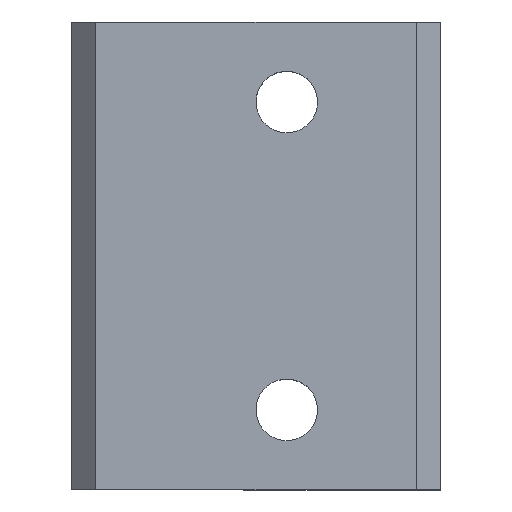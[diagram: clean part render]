
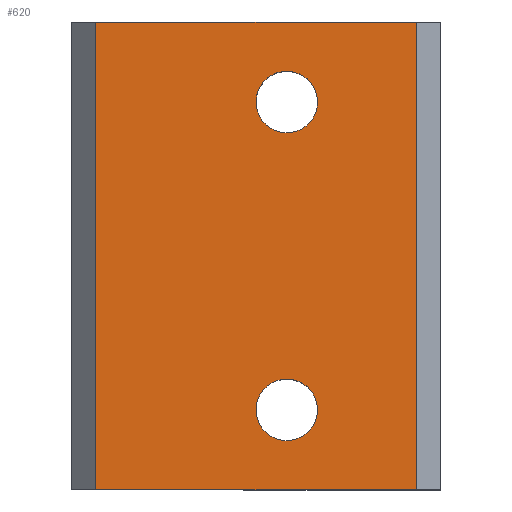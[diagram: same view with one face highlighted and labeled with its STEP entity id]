
A CAD part, top view. The second image highlights one B-rep face of the part: STEP entity #620.
In plain terms, the highlighted planar face has unit normal (0, 0, 1).
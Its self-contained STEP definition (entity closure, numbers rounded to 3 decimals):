
#61=CARTESIAN_POINT('Vertex',(-7.347,2.651,4.)) ;
#66=CARTESIAN_POINT('Axis2P3D Location',(-6.25,3.25,4.)) ;
#70=CARTESIAN_POINT('Vertex',(-5.153,3.849,4.)) ;
#92=CARTESIAN_POINT('Axis2P3D Location',(-6.25,3.25,4.)) ;
#155=CARTESIAN_POINT('Vertex',(-14.,19.,4.)) ;
#158=CARTESIAN_POINT('Line Origine',(-7.5,19.,4.)) ;
#162=CARTESIAN_POINT('Vertex',(-1.,19.,4.)) ;
#186=CARTESIAN_POINT('Line Origine',(-14.,9.5,4.)) ;
#190=CARTESIAN_POINT('Vertex',(-14.,0.,4.)) ;
#217=CARTESIAN_POINT('Line Origine',(-7.5,0.,4.)) ;
#221=CARTESIAN_POINT('Vertex',(-1.,0.,4.)) ;
#280=CARTESIAN_POINT('Line Origine',(-1.,9.5,4.)) ;
#587=CARTESIAN_POINT('Axis2P3D Location',(0.,0.,4.)) ;
#598=CARTESIAN_POINT('Axis2P3D Location',(-6.25,15.75,4.)) ;
#602=CARTESIAN_POINT('Vertex',(-7.347,15.151,4.)) ;
#604=CARTESIAN_POINT('Vertex',(-5.153,16.349,4.)) ;
#607=CARTESIAN_POINT('Axis2P3D Location',(-6.25,15.75,4.)) ;
#67=DIRECTION('Axis2P3D Direction',(0.,-0.,1.)) ;
#93=DIRECTION('Axis2P3D Direction',(0.,-0.,1.)) ;
#159=DIRECTION('Vector Direction',(-1.,0.,0.)) ;
#187=DIRECTION('Vector Direction',(0.,1.,0.)) ;
#218=DIRECTION('Vector Direction',(1.,0.,0.)) ;
#281=DIRECTION('Vector Direction',(0.,-1.,0.)) ;
#588=DIRECTION('Axis2P3D Direction',(0.,-0.,1.)) ;
#589=DIRECTION('Axis2P3D XDirection',(0.,1.,0.)) ;
#599=DIRECTION('Axis2P3D Direction',(0.,-0.,1.)) ;
#608=DIRECTION('Axis2P3D Direction',(0.,-0.,1.)) ;
#68=AXIS2_PLACEMENT_3D('Circle Axis2P3D',#66,#67,$) ;
#94=AXIS2_PLACEMENT_3D('Circle Axis2P3D',#92,#93,$) ;
#590=AXIS2_PLACEMENT_3D('Plane Axis2P3D',#587,#588,#589) ;
#600=AXIS2_PLACEMENT_3D('Circle Axis2P3D',#598,#599,$) ;
#609=AXIS2_PLACEMENT_3D('Circle Axis2P3D',#607,#608,$) ;
#593=ORIENTED_EDGE('',*,*,#164,.T.) ;
#594=ORIENTED_EDGE('',*,*,#192,.T.) ;
#595=ORIENTED_EDGE('',*,*,#223,.T.) ;
#596=ORIENTED_EDGE('',*,*,#284,.T.) ;
#613=ORIENTED_EDGE('',*,*,#606,.F.) ;
#614=ORIENTED_EDGE('',*,*,#611,.F.) ;
#617=ORIENTED_EDGE('',*,*,#96,.F.) ;
#618=ORIENTED_EDGE('',*,*,#72,.F.) ;
#615=FACE_BOUND('',#612,.T.) ;
#619=FACE_BOUND('',#616,.T.) ;
#160=VECTOR('Line Direction',#159,1.) ;
#188=VECTOR('Line Direction',#187,1.) ;
#219=VECTOR('Line Direction',#218,1.) ;
#282=VECTOR('Line Direction',#281,1.) ;
#620=ADVANCED_FACE('Corps principal',(#597,#615,#619),#591,.T.) ;
#69=CIRCLE('generated circle',#68,1.25) ;
#95=CIRCLE('generated circle',#94,1.25) ;
#601=CIRCLE('generated circle',#600,1.25) ;
#610=CIRCLE('generated circle',#609,1.25) ;
#72=EDGE_CURVE('',#62,#71,#69,.T.) ;
#96=EDGE_CURVE('',#71,#62,#95,.T.) ;
#164=EDGE_CURVE('',#163,#156,#161,.T.) ;
#192=EDGE_CURVE('',#156,#191,#189,.F.) ;
#223=EDGE_CURVE('',#191,#222,#220,.T.) ;
#284=EDGE_CURVE('',#222,#163,#283,.F.) ;
#606=EDGE_CURVE('',#603,#605,#601,.T.) ;
#611=EDGE_CURVE('',#605,#603,#610,.T.) ;
#592=EDGE_LOOP('',(#593,#594,#595,#596)) ;
#612=EDGE_LOOP('',(#613,#614)) ;
#616=EDGE_LOOP('',(#617,#618)) ;
#597=FACE_OUTER_BOUND('',#592,.T.) ;
#161=LINE('Line',#158,#160) ;
#189=LINE('Line',#186,#188) ;
#220=LINE('Line',#217,#219) ;
#283=LINE('Line',#280,#282) ;
#591=PLANE('Plane',#590) ;
#62=VERTEX_POINT('',#61) ;
#71=VERTEX_POINT('',#70) ;
#156=VERTEX_POINT('',#155) ;
#163=VERTEX_POINT('',#162) ;
#191=VERTEX_POINT('',#190) ;
#222=VERTEX_POINT('',#221) ;
#603=VERTEX_POINT('',#602) ;
#605=VERTEX_POINT('',#604) ;
